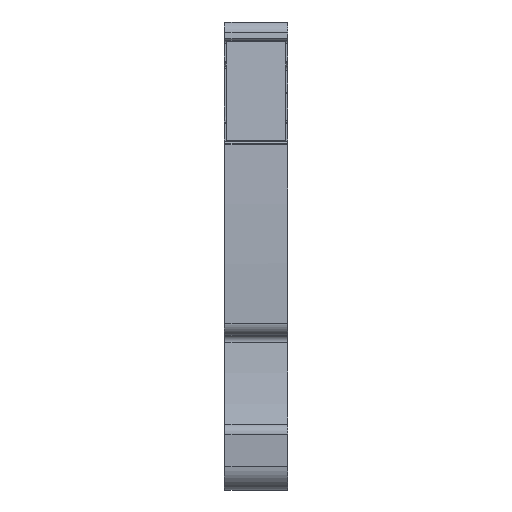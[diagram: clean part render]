
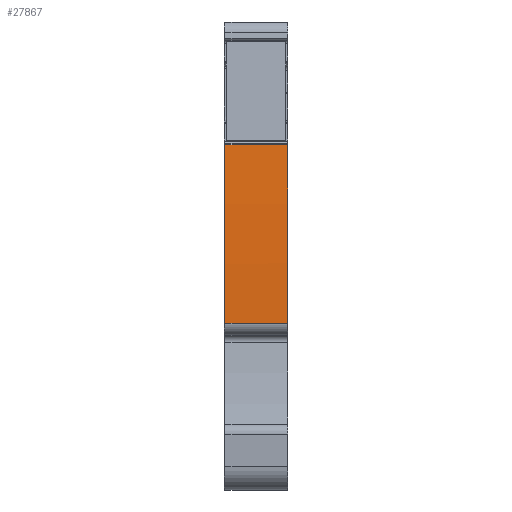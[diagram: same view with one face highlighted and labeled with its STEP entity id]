
A CAD part, front view. The second image highlights one B-rep face of the part: STEP entity #27867.
In plain terms, the highlighted cylindrical face has radius 154.9 mm (diameter 309.8 mm), a partial arc.
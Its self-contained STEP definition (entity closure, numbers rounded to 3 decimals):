
#27832=AXIS2_PLACEMENT_3D('Cylinder Axis2P3D',#27829,#27830,#27831) ;
#27836=AXIS2_PLACEMENT_3D('Circle Axis2P3D',#27834,#27835,$) ;
#27843=AXIS2_PLACEMENT_3D('Circle Axis2P3D',#27841,#27842,$) ;
#27857=AXIS2_PLACEMENT_3D('Circle Axis2P3D',#27855,#27856,$) ;
#27807=CARTESIAN_POINT('Vertex',(5.1,1.529,13.427)) ;
#27810=CARTESIAN_POINT('Line Origine',(2.55,1.529,13.427)) ;
#27814=CARTESIAN_POINT('Vertex',(0.05,1.529,13.427)) ;
#27829=CARTESIAN_POINT('Axis2P3D Location',(2.55,156.387,17.05)) ;
#27834=CARTESIAN_POINT('Axis2P3D Location',(5.1,156.387,17.05)) ;
#27838=CARTESIAN_POINT('Vertex',(5.1,1.528,13.45)) ;
#27841=CARTESIAN_POINT('Axis2P3D Location',(5.1,156.387,17.05)) ;
#27845=CARTESIAN_POINT('Vertex',(5.1,1.858,27.772)) ;
#27848=CARTESIAN_POINT('Line Origine',(2.55,1.858,27.772)) ;
#27852=CARTESIAN_POINT('Vertex',(0.05,1.858,27.772)) ;
#27855=CARTESIAN_POINT('Axis2P3D Location',(0.05,156.387,17.05)) ;
#27811=DIRECTION('Vector Direction',(1.,0.,0.)) ;
#27830=DIRECTION('Axis2P3D Direction',(1.,0.,0.)) ;
#27831=DIRECTION('Axis2P3D XDirection',(0.,-0.992,0.127)) ;
#27835=DIRECTION('Axis2P3D Direction',(1.,0.,0.)) ;
#27842=DIRECTION('Axis2P3D Direction',(1.,0.,0.)) ;
#27849=DIRECTION('Vector Direction',(1.,0.,0.)) ;
#27856=DIRECTION('Axis2P3D Direction',(1.,0.,0.)) ;
#27812=VECTOR('Line Direction',#27811,1.) ;
#27850=VECTOR('Line Direction',#27849,1.) ;
#27861=ORIENTED_EDGE('',*,*,#27816,.T.) ;
#27862=ORIENTED_EDGE('',*,*,#27840,.F.) ;
#27863=ORIENTED_EDGE('',*,*,#27847,.F.) ;
#27864=ORIENTED_EDGE('',*,*,#27854,.F.) ;
#27865=ORIENTED_EDGE('',*,*,#27859,.F.) ;
#27867=ADVANCED_FACE('72323_MLD_AS4C_2-5.1\\72323_MLD_AS4C_2-5',(#27866),#27833,.T.) ;
#27837=CIRCLE('generated circle',#27836,154.9) ;
#27844=CIRCLE('generated circle',#27843,154.9) ;
#27858=CIRCLE('generated circle',#27857,154.9) ;
#27833=CYLINDRICAL_SURFACE('generated cylinder',#27832,154.9) ;
#27816=EDGE_CURVE('',#27815,#27808,#27813,.T.) ;
#27840=EDGE_CURVE('',#27839,#27808,#27837,.T.) ;
#27847=EDGE_CURVE('',#27846,#27839,#27844,.T.) ;
#27854=EDGE_CURVE('',#27853,#27846,#27851,.T.) ;
#27859=EDGE_CURVE('',#27815,#27853,#27858,.F.) ;
#27860=EDGE_LOOP('',(#27861,#27862,#27863,#27864,#27865)) ;
#27866=FACE_OUTER_BOUND('',#27860,.T.) ;
#27813=LINE('Line',#27810,#27812) ;
#27851=LINE('Line',#27848,#27850) ;
#27808=VERTEX_POINT('',#27807) ;
#27815=VERTEX_POINT('',#27814) ;
#27839=VERTEX_POINT('',#27838) ;
#27846=VERTEX_POINT('',#27845) ;
#27853=VERTEX_POINT('',#27852) ;
